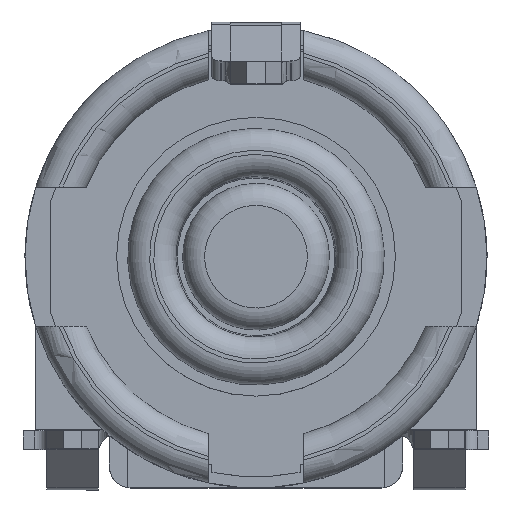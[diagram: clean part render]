
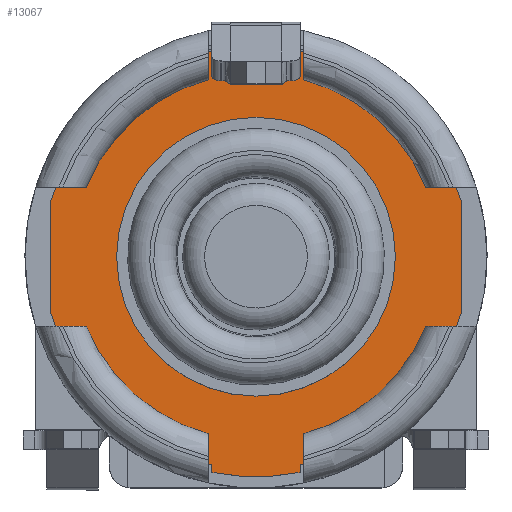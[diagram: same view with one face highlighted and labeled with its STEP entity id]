
A CAD part, top view. The second image highlights one B-rep face of the part: STEP entity #13067.
In plain terms, the highlighted planar face has unit normal (0, 0, 1).
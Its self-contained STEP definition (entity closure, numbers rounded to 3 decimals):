
#455 = CIRCLE ( 'NONE', #12935, 2.9 ) ;
#456 = DIRECTION ( 'NONE',  ( 1., 0., 0. ) ) ;
#506 = EDGE_LOOP ( 'NONE', ( #16773 ) ) ;
#1000 = CARTESIAN_POINT ( 'NONE',  ( 1.9, 0., 0.3 ) ) ;
#1025 = DIRECTION ( 'NONE',  ( 0., 0., 1. ) ) ;
#1082 = DIRECTION ( 'NONE',  ( 1., 0., 0. ) ) ;
#1146 = CARTESIAN_POINT ( 'NONE',  ( 0., 0., 0.3 ) ) ;
#1279 = DIRECTION ( 'NONE',  ( 1., 0., 0. ) ) ;
#1541 = EDGE_CURVE ( 'NONE', #17833, #13672, #11717, .T. ) ;
#1916 = VERTEX_POINT ( 'NONE', #7038 ) ;
#2026 = ORIENTED_EDGE ( 'NONE', *, *, #9307, .T. ) ;
#2136 = AXIS2_PLACEMENT_3D ( 'NONE', #16581, #2682, #1279 ) ;
#2142 = VECTOR ( 'NONE', #15090, 1000. ) ;
#2168 = AXIS2_PLACEMENT_3D ( 'NONE', #6888, #9689, #2766 ) ;
#2523 = EDGE_CURVE ( 'NONE', #12188, #12188, #14301, .T. ) ;
#2682 = DIRECTION ( 'NONE',  ( 0., 0., 1. ) ) ;
#2766 = DIRECTION ( 'NONE',  ( 1., 0., 0. ) ) ;
#2967 = EDGE_CURVE ( 'NONE', #14645, #4447, #455, .T. ) ;
#3073 = EDGE_CURVE ( 'NONE', #13896, #17432, #11920, .T. ) ;
#3277 = ORIENTED_EDGE ( 'NONE', *, *, #16100, .T. ) ;
#3331 = ORIENTED_EDGE ( 'NONE', *, *, #16350, .F. ) ;
#3654 = ORIENTED_EDGE ( 'NONE', *, *, #13160, .T. ) ;
#4007 = DIRECTION ( 'NONE',  ( 0., 1., 0. ) ) ;
#4062 = CARTESIAN_POINT ( 'NONE',  ( -2.8, 0.755, 0.3 ) ) ;
#4173 = CARTESIAN_POINT ( 'NONE',  ( -0.6, -2.837, 0.3 ) ) ;
#4203 = VECTOR ( 'NONE', #4007, 1000. ) ;
#4295 = EDGE_CURVE ( 'NONE', #16493, #17833, #8462, .T. ) ;
#4447 = VERTEX_POINT ( 'NONE', #12897 ) ;
#4671 = CARTESIAN_POINT ( 'NONE',  ( 0.6, -2.939, 0.3 ) ) ;
#4722 = CARTESIAN_POINT ( 'NONE',  ( -0.6, -2.939, 0.3 ) ) ;
#4806 = CARTESIAN_POINT ( 'NONE',  ( 0., 0., 0.3 ) ) ;
#4987 = DIRECTION ( 'NONE',  ( 0., 0., 1. ) ) ;
#5278 = CARTESIAN_POINT ( 'NONE',  ( 0.6, -2.837, 0.3 ) ) ;
#5293 = DIRECTION ( 'NONE',  ( 1., 0., 0. ) ) ;
#6343 = CARTESIAN_POINT ( 'NONE',  ( 0., 0., 0.3 ) ) ;
#6455 = DIRECTION ( 'NONE',  ( 0., 0., 1. ) ) ;
#6888 = CARTESIAN_POINT ( 'NONE',  ( 0., 0., 0.3 ) ) ;
#6958 = FACE_OUTER_BOUND ( 'NONE', #8488, .T. ) ;
#7038 = CARTESIAN_POINT ( 'NONE',  ( -2.8, -0.755, 0.3 ) ) ;
#7305 = VECTOR ( 'NONE', #456, 1000. ) ;
#7606 = CARTESIAN_POINT ( 'NONE',  ( 0., 2.8, 0.3 ) ) ;
#8183 = CARTESIAN_POINT ( 'NONE',  ( 0.6, -2.837, 0.3 ) ) ;
#8462 = LINE ( 'NONE', #4173, #2142 ) ;
#8488 = EDGE_LOOP ( 'NONE', ( #3331, #11389, #3277, #3654, #10544, #12189, #12247, #16090, #2026, #15845 ) ) ;
#8913 = AXIS2_PLACEMENT_3D ( 'NONE', #1146, #17654, #1082 ) ;
#9307 = EDGE_CURVE ( 'NONE', #17432, #9745, #14850, .T. ) ;
#9614 = AXIS2_PLACEMENT_3D ( 'NONE', #4806, #4987, #14442 ) ;
#9689 = DIRECTION ( 'NONE',  ( 0., 0., 1. ) ) ;
#9745 = VERTEX_POINT ( 'NONE', #14450 ) ;
#9953 = EDGE_CURVE ( 'NONE', #9745, #15524, #15483, .T. ) ;
#10126 = LINE ( 'NONE', #4062, #16603 ) ;
#10245 = LINE ( 'NONE', #5278, #4203 ) ;
#10385 = DIRECTION ( 'NONE',  ( 1., 0., 0. ) ) ;
#10398 = CIRCLE ( 'NONE', #17210, 2.9 ) ;
#10450 = CARTESIAN_POINT ( 'NONE',  ( -0.6, -2.837, 0.3 ) ) ;
#10544 = ORIENTED_EDGE ( 'NONE', *, *, #4295, .T. ) ;
#10551 = CARTESIAN_POINT ( 'NONE',  ( 0., 0., 0.3 ) ) ;
#11389 = ORIENTED_EDGE ( 'NONE', *, *, #2967, .T. ) ;
#11533 = CARTESIAN_POINT ( 'NONE',  ( -0.753, 2.8, 0.3 ) ) ;
#11614 = VECTOR ( 'NONE', #12398, 1000. ) ;
#11717 = CIRCLE ( 'NONE', #2168, 3. ) ;
#11814 = EDGE_CURVE ( 'NONE', #13672, #13896, #10245, .T. ) ;
#11920 = CIRCLE ( 'NONE', #12254, 2.9 ) ;
#12001 = CARTESIAN_POINT ( 'NONE',  ( 0., 0., 0.3 ) ) ;
#12188 = VERTEX_POINT ( 'NONE', #1000 ) ;
#12189 = ORIENTED_EDGE ( 'NONE', *, *, #1541, .T. ) ;
#12247 = ORIENTED_EDGE ( 'NONE', *, *, #11814, .T. ) ;
#12254 = AXIS2_PLACEMENT_3D ( 'NONE', #12001, #6455, #16296 ) ;
#12398 = DIRECTION ( 'NONE',  ( 0., 1., 0. ) ) ;
#12897 = CARTESIAN_POINT ( 'NONE',  ( -2.8, 0.755, 0.3 ) ) ;
#12935 = AXIS2_PLACEMENT_3D ( 'NONE', #6343, #13138, #10385 ) ;
#13067 = ADVANCED_FACE ( 'NONE', ( #6958, #16447 ), #13232, .T. ) ;
#13138 = DIRECTION ( 'NONE',  ( 0., 0., 1. ) ) ;
#13160 = EDGE_CURVE ( 'NONE', #1916, #16493, #10398, .T. ) ;
#13232 = PLANE ( 'NONE',  #9614 ) ;
#13293 = CARTESIAN_POINT ( 'NONE',  ( 2.8, -0.755, 0.3 ) ) ;
#13672 = VERTEX_POINT ( 'NONE', #4671 ) ;
#13896 = VERTEX_POINT ( 'NONE', #8183 ) ;
#14301 = CIRCLE ( 'NONE', #8913, 1.9 ) ;
#14442 = DIRECTION ( 'NONE',  ( 1., 0., 0. ) ) ;
#14450 = CARTESIAN_POINT ( 'NONE',  ( 2.8, 0.755, 0.3 ) ) ;
#14645 = VERTEX_POINT ( 'NONE', #11533 ) ;
#14850 = LINE ( 'NONE', #17715, #11614 ) ;
#15090 = DIRECTION ( 'NONE',  ( 0., -1., 0. ) ) ;
#15483 = CIRCLE ( 'NONE', #2136, 2.9 ) ;
#15524 = VERTEX_POINT ( 'NONE', #17593 ) ;
#15845 = ORIENTED_EDGE ( 'NONE', *, *, #9953, .T. ) ;
#16090 = ORIENTED_EDGE ( 'NONE', *, *, #3073, .T. ) ;
#16100 = EDGE_CURVE ( 'NONE', #4447, #1916, #10126, .T. ) ;
#16296 = DIRECTION ( 'NONE',  ( 1., 0., 0. ) ) ;
#16350 = EDGE_CURVE ( 'NONE', #14645, #15524, #17222, .T. ) ;
#16447 = FACE_BOUND ( 'NONE', #506, .T. ) ;
#16493 = VERTEX_POINT ( 'NONE', #10450 ) ;
#16581 = CARTESIAN_POINT ( 'NONE',  ( 0., 0., 0.3 ) ) ;
#16603 = VECTOR ( 'NONE', #16677, 1000. ) ;
#16677 = DIRECTION ( 'NONE',  ( 0., -1., 0. ) ) ;
#16773 = ORIENTED_EDGE ( 'NONE', *, *, #2523, .F. ) ;
#17210 = AXIS2_PLACEMENT_3D ( 'NONE', #10551, #1025, #5293 ) ;
#17222 = LINE ( 'NONE', #7606, #7305 ) ;
#17432 = VERTEX_POINT ( 'NONE', #13293 ) ;
#17593 = CARTESIAN_POINT ( 'NONE',  ( 0.753, 2.8, 0.3 ) ) ;
#17654 = DIRECTION ( 'NONE',  ( 0., 0., 1. ) ) ;
#17715 = CARTESIAN_POINT ( 'NONE',  ( 2.8, 0.755, 0.3 ) ) ;
#17833 = VERTEX_POINT ( 'NONE', #4722 ) ;
